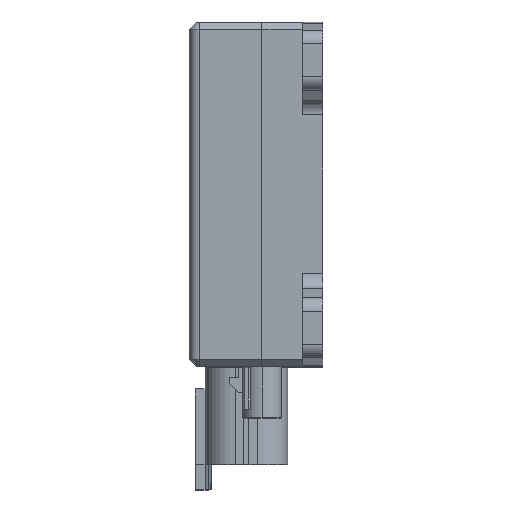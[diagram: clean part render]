
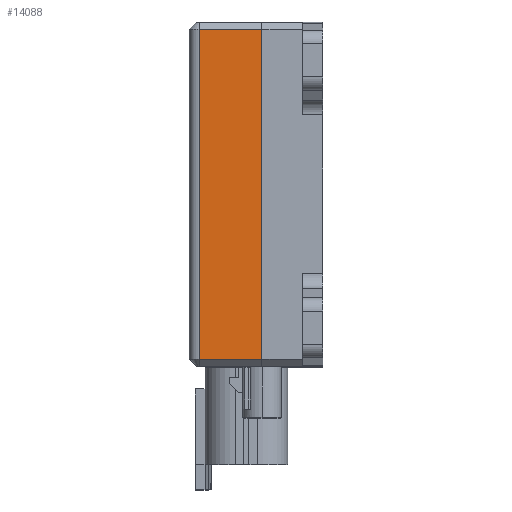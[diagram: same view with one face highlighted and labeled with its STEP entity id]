
A CAD part, top view. The second image highlights one B-rep face of the part: STEP entity #14088.
In plain terms, the highlighted planar face has unit normal (0, 0, 1).
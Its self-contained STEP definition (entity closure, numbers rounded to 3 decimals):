
#2481 = ORIENTED_EDGE ( 'NONE', *, *, #73248, .T. ) ;
#4011 = DIRECTION ( 'NONE',  ( 0., 0., -1. ) ) ;
#4904 = CARTESIAN_POINT ( 'NONE',  ( 14.4, 32.7, 45.6 ) ) ;
#6787 = EDGE_CURVE ( 'NONE', #32280, #41034, #40036, .T. ) ;
#7094 = LINE ( 'NONE', #42256, #34226 ) ;
#7288 = ORIENTED_EDGE ( 'NONE', *, *, #25696, .F. ) ;
#8806 = ORIENTED_EDGE ( 'NONE', *, *, #35886, .T. ) ;
#10670 = VECTOR ( 'NONE', #76172, 1000. ) ;
#14088 = ADVANCED_FACE ( 'NONE', ( #33381 ), #73598, .F. ) ;
#14940 = AXIS2_PLACEMENT_3D ( 'NONE', #56978, #4011, #27568 ) ;
#17528 = VECTOR ( 'NONE', #18441, 1000. ) ;
#18333 = DIRECTION ( 'NONE',  ( 0., -1., 0. ) ) ;
#18441 = DIRECTION ( 'NONE',  ( -1., 0., 0. ) ) ;
#19194 = LINE ( 'NONE', #65599, #17528 ) ;
#25696 = EDGE_CURVE ( 'NONE', #75443, #41034, #7094, .T. ) ;
#27568 = DIRECTION ( 'NONE',  ( 0., 1., 0. ) ) ;
#31155 = EDGE_LOOP ( 'NONE', ( #7288, #2481, #8806, #67188 ) ) ;
#32165 = CARTESIAN_POINT ( 'NONE',  ( 14.4, -32.7, 45.6 ) ) ;
#32280 = VERTEX_POINT ( 'NONE', #36153 ) ;
#33381 = FACE_OUTER_BOUND ( 'NONE', #31155, .T. ) ;
#34226 = VECTOR ( 'NONE', #18333, 1000. ) ;
#35886 = EDGE_CURVE ( 'NONE', #49033, #32280, #64194, .T. ) ;
#36153 = CARTESIAN_POINT ( 'NONE',  ( 2., -32.7, 45.6 ) ) ;
#40036 = LINE ( 'NONE', #52805, #73470 ) ;
#41034 = VERTEX_POINT ( 'NONE', #32165 ) ;
#42256 = CARTESIAN_POINT ( 'NONE',  ( 14.4, 34.1, 45.6 ) ) ;
#49033 = VERTEX_POINT ( 'NONE', #62440 ) ;
#52805 = CARTESIAN_POINT ( 'NONE',  ( 14.4, -32.7, 45.6 ) ) ;
#56978 = CARTESIAN_POINT ( 'NONE',  ( 14.4, 34.1, 45.6 ) ) ;
#62440 = CARTESIAN_POINT ( 'NONE',  ( 2., 32.7, 45.6 ) ) ;
#62865 = DIRECTION ( 'NONE',  ( 1., 0., 0. ) ) ;
#64194 = LINE ( 'NONE', #75776, #10670 ) ;
#65599 = CARTESIAN_POINT ( 'NONE',  ( 14.4, 32.7, 45.6 ) ) ;
#67188 = ORIENTED_EDGE ( 'NONE', *, *, #6787, .T. ) ;
#73248 = EDGE_CURVE ( 'NONE', #75443, #49033, #19194, .T. ) ;
#73470 = VECTOR ( 'NONE', #62865, 1000. ) ;
#73598 = PLANE ( 'NONE',  #14940 ) ;
#75443 = VERTEX_POINT ( 'NONE', #4904 ) ;
#75776 = CARTESIAN_POINT ( 'NONE',  ( 2., 34.1, 45.6 ) ) ;
#76172 = DIRECTION ( 'NONE',  ( 0., -1., 0. ) ) ;
